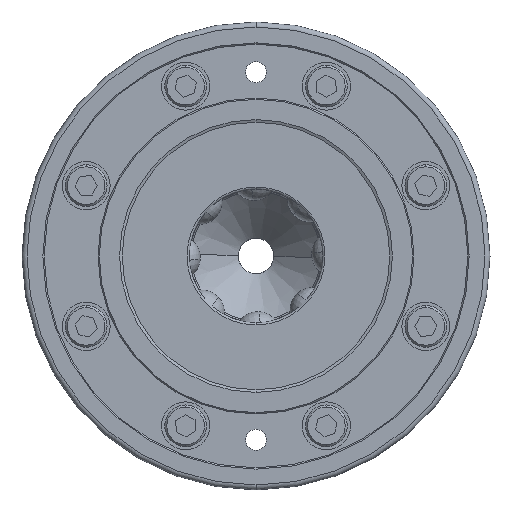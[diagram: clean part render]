
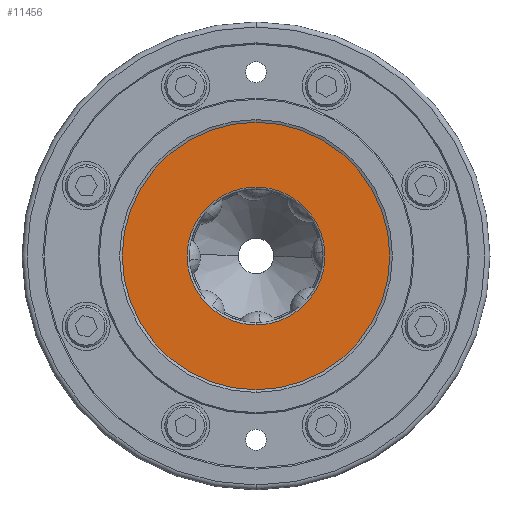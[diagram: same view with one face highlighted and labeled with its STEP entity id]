
A CAD part, front view. The second image highlights one B-rep face of the part: STEP entity #11456.
In plain terms, the highlighted planar face has unit normal (0, -1, 0).
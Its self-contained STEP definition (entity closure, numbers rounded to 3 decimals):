
#11 = DIRECTION ( 'NONE',  ( 0., 0., 1. ) ) ;
#335 = ORIENTED_EDGE ( 'NONE', *, *, #5635, .F. ) ;
#888 = DIRECTION ( 'NONE',  ( 0., -1., 0. ) ) ;
#1083 = DIRECTION ( 'NONE',  ( 0., 0., -1. ) ) ;
#1569 = CIRCLE ( 'NONE', #6711, 16.5 ) ;
#1637 = CARTESIAN_POINT ( 'NONE',  ( -36.363, 10.043, 112. ) ) ;
#1854 = CARTESIAN_POINT ( 'NONE',  ( -36.363, 10.043, 144. ) ) ;
#2167 = CARTESIAN_POINT ( 'NONE',  ( -36.363, 10.043, 128.5 ) ) ;
#2201 = CIRCLE ( 'NONE', #14073, 32. ) ;
#2545 = ORIENTED_EDGE ( 'NONE', *, *, #10375, .F. ) ;
#2738 = DIRECTION ( 'NONE',  ( 0., 0., -1. ) ) ;
#3521 = DIRECTION ( 'NONE',  ( 0., 1., 0. ) ) ;
#3637 = CIRCLE ( 'NONE', #6530, 32. ) ;
#4835 = CARTESIAN_POINT ( 'NONE',  ( -36.363, 10.043, 95.5 ) ) ;
#5211 = CARTESIAN_POINT ( 'NONE',  ( -68.363, 10.043, 112. ) ) ;
#5635 = EDGE_CURVE ( 'NONE', #10185, #9677, #2201, .T. ) ;
#6134 = VERTEX_POINT ( 'NONE', #4835 ) ;
#6530 = AXIS2_PLACEMENT_3D ( 'NONE', #12990, #6536, #11 ) ;
#6536 = DIRECTION ( 'NONE',  ( 0., 1., 0. ) ) ;
#6711 = AXIS2_PLACEMENT_3D ( 'NONE', #14048, #7586, #1083 ) ;
#6862 = EDGE_LOOP ( 'NONE', ( #8427, #8770 ) ) ;
#7183 = FACE_BOUND ( 'NONE', #6862, .T. ) ;
#7586 = DIRECTION ( 'NONE',  ( 0., 1., 0. ) ) ;
#7816 = EDGE_LOOP ( 'NONE', ( #2545, #335 ) ) ;
#8417 = PLANE ( 'NONE',  #10849 ) ;
#8427 = ORIENTED_EDGE ( 'NONE', *, *, #13060, .T. ) ;
#8458 = DIRECTION ( 'NONE',  ( 0., 0., -1. ) ) ;
#8770 = ORIENTED_EDGE ( 'NONE', *, *, #8967, .T. ) ;
#8967 = EDGE_CURVE ( 'NONE', #10368, #6134, #13298, .T. ) ;
#9231 = DIRECTION ( 'NONE',  ( 0., 1., 0. ) ) ;
#9596 = AXIS2_PLACEMENT_3D ( 'NONE', #1637, #9231, #2738 ) ;
#9677 = VERTEX_POINT ( 'NONE', #12793 ) ;
#10007 = CARTESIAN_POINT ( 'NONE',  ( -36.363, 10.043, 112. ) ) ;
#10185 = VERTEX_POINT ( 'NONE', #1854 ) ;
#10368 = VERTEX_POINT ( 'NONE', #2167 ) ;
#10375 = EDGE_CURVE ( 'NONE', #9677, #10185, #3637, .T. ) ;
#10849 = AXIS2_PLACEMENT_3D ( 'NONE', #5211, #888, #8458 ) ;
#11096 = DIRECTION ( 'NONE',  ( 0., 0., 1. ) ) ;
#11456 = ADVANCED_FACE ( 'NONE', ( #12581, #7183 ), #8417, .T. ) ;
#12581 = FACE_OUTER_BOUND ( 'NONE', #7816, .T. ) ;
#12793 = CARTESIAN_POINT ( 'NONE',  ( -36.363, 10.043, 80. ) ) ;
#12990 = CARTESIAN_POINT ( 'NONE',  ( -36.363, 10.043, 112. ) ) ;
#13060 = EDGE_CURVE ( 'NONE', #6134, #10368, #1569, .T. ) ;
#13298 = CIRCLE ( 'NONE', #9596, 16.5 ) ;
#14048 = CARTESIAN_POINT ( 'NONE',  ( -36.363, 10.043, 112. ) ) ;
#14073 = AXIS2_PLACEMENT_3D ( 'NONE', #10007, #3521, #11096 ) ;
